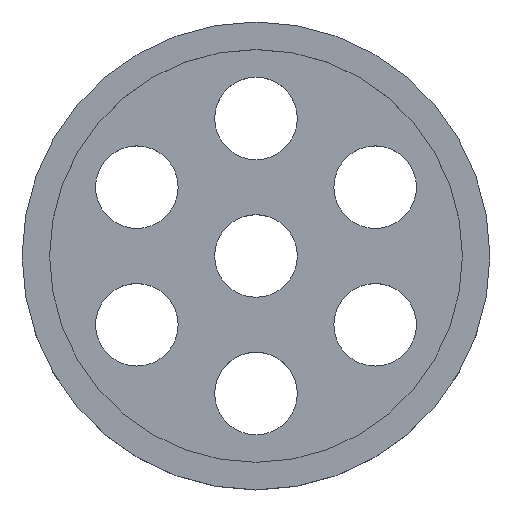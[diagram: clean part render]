
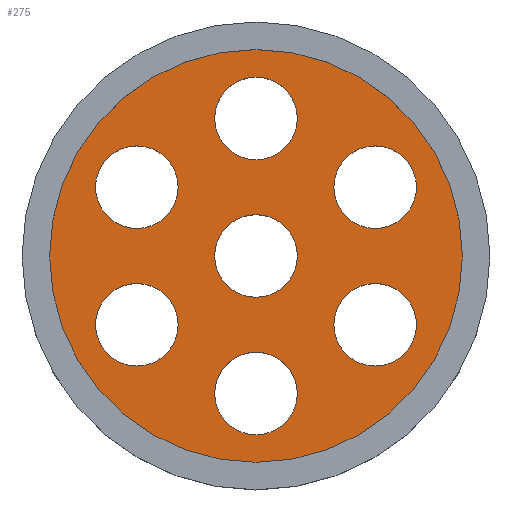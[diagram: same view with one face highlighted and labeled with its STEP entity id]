
A CAD part, top view. The second image highlights one B-rep face of the part: STEP entity #275.
In plain terms, the highlighted planar face has unit normal (0, 0, 1).
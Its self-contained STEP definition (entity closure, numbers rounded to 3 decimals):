
#113=VERTEX_POINT('',#376);
#114=VERTEX_POINT('',#378);
#115=VERTEX_POINT('',#380);
#116=VERTEX_POINT('',#382);
#117=VERTEX_POINT('',#384);
#118=VERTEX_POINT('',#386);
#119=VERTEX_POINT('',#388);
#120=VERTEX_POINT('',#390);
#131=CIRCLE('',#288,1.5);
#132=CIRCLE('',#289,1.5);
#133=CIRCLE('',#290,1.5);
#134=CIRCLE('',#291,1.5);
#135=CIRCLE('',#292,1.5);
#136=CIRCLE('',#293,1.5);
#137=CIRCLE('',#294,1.5);
#138=CIRCLE('',#295,7.5);
#149=EDGE_CURVE('',#113,#113,#131,.T.);
#150=EDGE_CURVE('',#114,#114,#132,.T.);
#151=EDGE_CURVE('',#115,#115,#133,.T.);
#152=EDGE_CURVE('',#116,#116,#134,.T.);
#153=EDGE_CURVE('',#117,#117,#135,.T.);
#154=EDGE_CURVE('',#118,#118,#136,.T.);
#155=EDGE_CURVE('',#119,#119,#137,.T.);
#156=EDGE_CURVE('',#120,#120,#138,.T.);
#167=ORIENTED_EDGE('',*,*,#149,.F.);
#168=ORIENTED_EDGE('',*,*,#150,.F.);
#169=ORIENTED_EDGE('',*,*,#151,.F.);
#170=ORIENTED_EDGE('',*,*,#152,.F.);
#171=ORIENTED_EDGE('',*,*,#153,.F.);
#172=ORIENTED_EDGE('',*,*,#154,.F.);
#173=ORIENTED_EDGE('',*,*,#155,.F.);
#174=ORIENTED_EDGE('',*,*,#156,.T.);
#203=EDGE_LOOP('',(#167));
#204=EDGE_LOOP('',(#168));
#205=EDGE_LOOP('',(#169));
#206=EDGE_LOOP('',(#170));
#207=EDGE_LOOP('',(#171));
#208=EDGE_LOOP('',(#172));
#209=EDGE_LOOP('',(#173));
#210=EDGE_LOOP('',(#174));
#239=FACE_BOUND('',#203,.T.);
#240=FACE_BOUND('',#204,.T.);
#241=FACE_BOUND('',#205,.T.);
#242=FACE_BOUND('',#206,.T.);
#243=FACE_BOUND('',#207,.T.);
#244=FACE_BOUND('',#208,.T.);
#245=FACE_BOUND('',#209,.T.);
#246=FACE_BOUND('',#210,.T.);
#275=ADVANCED_FACE('',(#239,#240,#241,#242,#243,#244,#245,#246),#422,.T.);
#287=AXIS2_PLACEMENT_3D('',#374,#317,$);
#288=AXIS2_PLACEMENT_3D('',#375,#318,#319);
#289=AXIS2_PLACEMENT_3D('',#377,#320,#321);
#290=AXIS2_PLACEMENT_3D('',#379,#322,#323);
#291=AXIS2_PLACEMENT_3D('',#381,#324,#325);
#292=AXIS2_PLACEMENT_3D('',#383,#326,#327);
#293=AXIS2_PLACEMENT_3D('',#385,#328,#329);
#294=AXIS2_PLACEMENT_3D('',#387,#330,#331);
#295=AXIS2_PLACEMENT_3D('',#389,#332,#333);
#317=DIRECTION('',(0.,0.,1.));
#318=DIRECTION('',(0.,0.,1.));
#319=DIRECTION('',(1.5,0.,0.));
#320=DIRECTION('',(0.,0.,1.));
#321=DIRECTION('',(1.5,0.,0.));
#322=DIRECTION('',(0.,0.,1.));
#323=DIRECTION('',(1.5,0.,0.));
#324=DIRECTION('',(0.,0.,1.));
#325=DIRECTION('',(1.5,0.,0.));
#326=DIRECTION('',(0.,0.,1.));
#327=DIRECTION('',(1.5,0.,0.));
#328=DIRECTION('',(0.,0.,1.));
#329=DIRECTION('',(1.5,0.,0.));
#330=DIRECTION('',(0.,0.,1.));
#331=DIRECTION('',(1.5,0.,0.));
#332=DIRECTION('',(0.,0.,1.));
#333=DIRECTION('',(7.5,0.,0.));
#374=CARTESIAN_POINT('',(0.,0.,2.));
#375=CARTESIAN_POINT('',(4.33,-2.5,2.));
#376=CARTESIAN_POINT('',(2.83,-2.5,2.));
#377=CARTESIAN_POINT('',(0.,-5.,2.));
#378=CARTESIAN_POINT('',(-1.5,-5.,2.));
#379=CARTESIAN_POINT('',(-4.33,-2.5,2.));
#380=CARTESIAN_POINT('',(-5.83,-2.5,2.));
#381=CARTESIAN_POINT('',(-4.33,2.5,2.));
#382=CARTESIAN_POINT('',(-5.83,2.5,2.));
#383=CARTESIAN_POINT('',(0.,5.,2.));
#384=CARTESIAN_POINT('',(-1.5,5.,2.));
#385=CARTESIAN_POINT('',(0.,0.,2.));
#386=CARTESIAN_POINT('',(-1.5,0.,2.));
#387=CARTESIAN_POINT('',(4.33,2.5,2.));
#388=CARTESIAN_POINT('',(2.83,2.5,2.));
#389=CARTESIAN_POINT('',(0.,0.,2.));
#390=CARTESIAN_POINT('',(7.5,0.,2.));
#422=PLANE('',#287);
